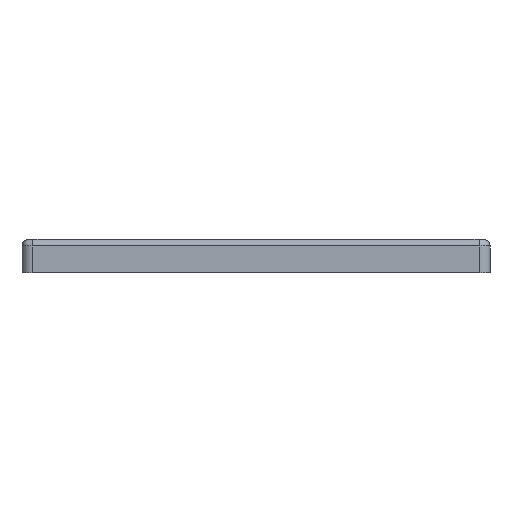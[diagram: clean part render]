
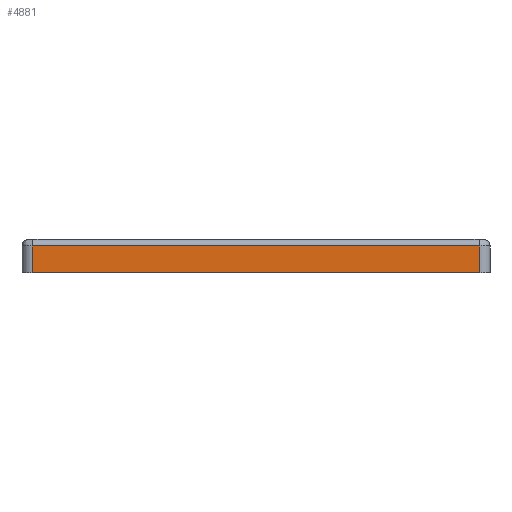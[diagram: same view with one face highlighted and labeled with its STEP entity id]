
A CAD part, left-side view. The second image highlights one B-rep face of the part: STEP entity #4881.
In plain terms, the highlighted face is planar.
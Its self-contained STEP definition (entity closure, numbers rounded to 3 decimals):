
#401=FACE_OUTER_BOUND('',#690,.T.);
#690=EDGE_LOOP('',(#4277,#4278,#4279,#4280));
#1258=LINE('',#7673,#1862);
#1264=LINE('',#7735,#1868);
#1274=LINE('',#7771,#1878);
#1295=LINE('',#7852,#1899);
#1862=VECTOR('',#6217,10.);
#1868=VECTOR('',#6243,10.);
#1878=VECTOR('',#6291,10.);
#1899=VECTOR('',#6386,10.);
#2313=VERTEX_POINT('',#7658);
#2316=VERTEX_POINT('',#7672);
#2326=VERTEX_POINT('',#7733);
#2333=VERTEX_POINT('',#7770);
#2944=EDGE_CURVE('',#2313,#2316,#1258,.T.);
#2961=EDGE_CURVE('',#2326,#2313,#1264,.T.);
#2978=EDGE_CURVE('',#2316,#2333,#1274,.T.);
#3015=EDGE_CURVE('',#2333,#2326,#1295,.T.);
#4277=ORIENTED_EDGE('',*,*,#2944,.F.);
#4278=ORIENTED_EDGE('',*,*,#2961,.F.);
#4279=ORIENTED_EDGE('',*,*,#3015,.F.);
#4280=ORIENTED_EDGE('',*,*,#2978,.F.);
#4625=PLANE('',#5207);
#4881=ADVANCED_FACE('',(#401),#4625,.T.);
#5207=AXIS2_PLACEMENT_3D('',#7851,#6384,#6385);
#6217=DIRECTION('',(1.,0.,0.));
#6243=DIRECTION('',(0.,0.,-1.));
#6291=DIRECTION('',(0.,0.,1.));
#6384=DIRECTION('center_axis',(0.,1.,0.));
#6385=DIRECTION('ref_axis',(0.,0.,
-1.));
#6386=DIRECTION('',(-1.,0.,0.));
#7658=CARTESIAN_POINT('',(63.462,-56.5,-3.));
#7672=CARTESIAN_POINT('',(197.462,-56.5,-3.));
#7673=CARTESIAN_POINT('',(106.731,-56.5,-3.));
#7733=CARTESIAN_POINT('',(63.462,-56.5,5.));
#7735=CARTESIAN_POINT('',(63.462,-56.5,5.));
#7770=CARTESIAN_POINT('',(197.462,-56.5,5.));
#7771=CARTESIAN_POINT('',(197.462,-56.5,5.));
#7851=CARTESIAN_POINT('Origin',(120.462,-56.5,5.));
#7852=CARTESIAN_POINT('',(120.462,-56.5,5.));
